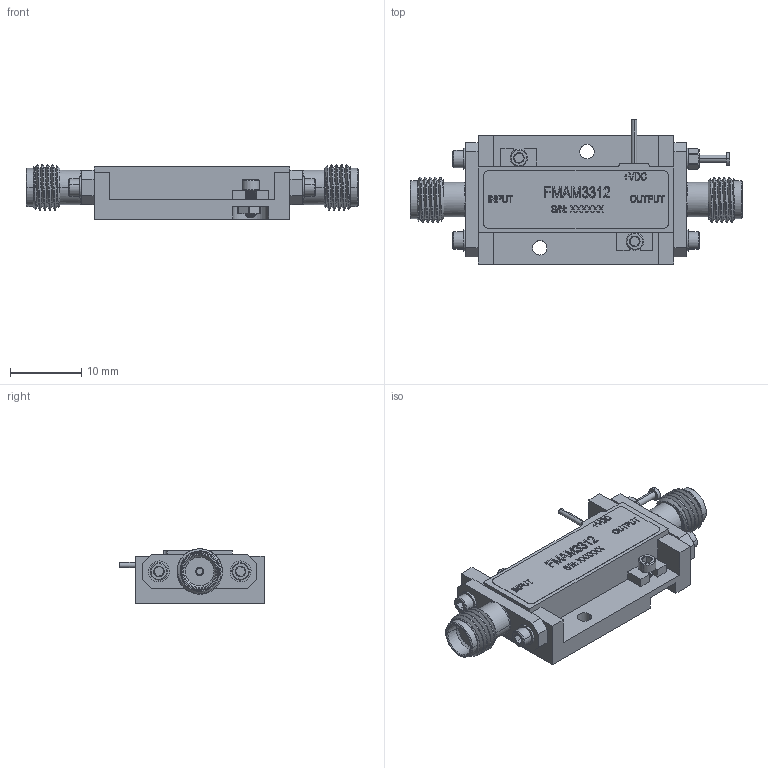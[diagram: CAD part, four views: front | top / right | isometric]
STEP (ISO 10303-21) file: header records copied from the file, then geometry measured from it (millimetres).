
FILE_DESCRIPTION (( 'STEP AP214' ), '1' );
FILE_NAME ('FMAM3312_3D.step', '2023-09-26T18:36:14', ( '' ), ( '' ), 'SwSTEP 2.0', 'SolidWorks 2022', '' );
FILE_SCHEMA (( 'AUTOMOTIVE_DESIGN' ));
Length unit declared in the file: inch
Products named in the file (1): FMAM3312_3D
Bounding box: 46.48 x 20.19 x 7.62 mm (x, y, z)
Volume: 3191.5 mm3; surface area: 2804.2 mm2
Topology: 1 solids, 7 shells, 1016 faces, 2674 edges, 1722 vertices
Faces by surface type: plane 480, cylinder 264, bspline 165, cone 101, torus 6
Entity records: 49808 total; most frequent: CARTESIAN_POINT 26635, ORIENTED_EDGE 5332, DIRECTION 4040, EDGE_CURVE 2666, VERTEX_POINT 1722, VECTOR 1548, LINE 1548, AXIS2_PLACEMENT_3D 1246
